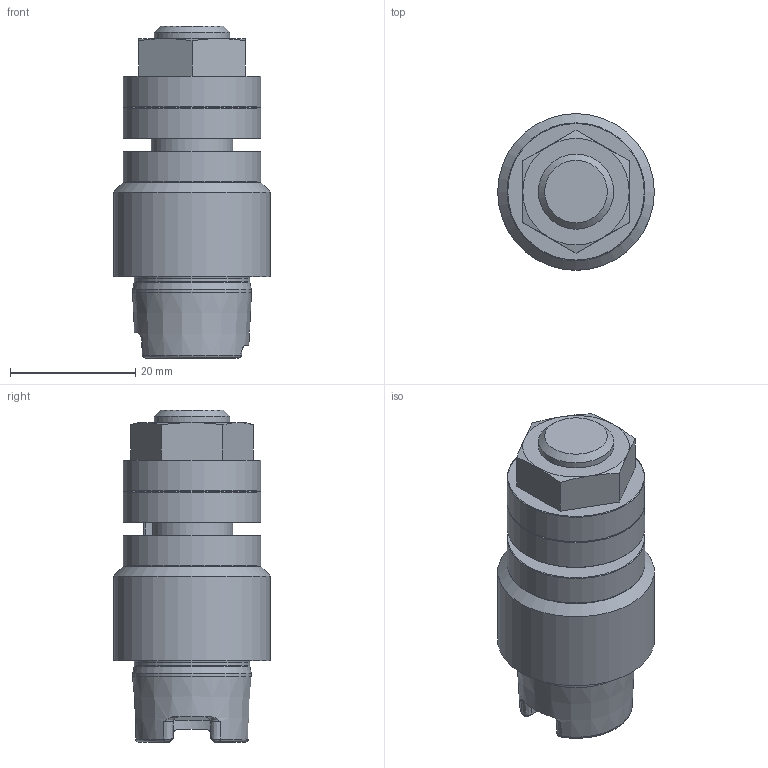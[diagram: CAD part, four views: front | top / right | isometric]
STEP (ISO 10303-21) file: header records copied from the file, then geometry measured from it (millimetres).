
FILE_DESCRIPTION(/* description */ (''),/* implementation_level */ '2;1');
FILE_NAME(/* name */ 'W2120006A.stp',/* time_stamp */ '2009-03-31T11:22:10+02:00',/* author */ (''),/* organization */ (''),/* preprocessor_version */ 'ST-DEVELOPER v11',/* originating_system */ 'UGS - NX 5.0',/* authorisation */ '');
FILE_SCHEMA (('AUTOMOTIVE_DESIGN { 1 0 10303 214 0 1 1 1 }'));
Length unit declared in the file: millimetre
Products named in the file (1): KrisBB0A189y
Bounding box: 25 x 25 x 53 mm (x, y, z)
Volume: 17747.9 mm3; surface area: 5424.4 mm2
Topology: 1 solids, 1 shells, 111 faces, 276 edges, 170 vertices
Faces by surface type: plane 38, cylinder 28, cone 25, bspline 12, torus 8
Full cylindrical faces by diameter (mm): 12 x2, 12.4 x1, 13 x2, 18.4 x1, 19 x1, 22 x3, 25 x1
Entity records: 3627 total; most frequent: CARTESIAN_POINT 1246, ORIENTED_EDGE 478, DIRECTION 464, EDGE_CURVE 239, AXIS2_PLACEMENT_3D 192, VERTEX_POINT 159, EDGE_LOOP 146, ADVANCED_FACE 111
